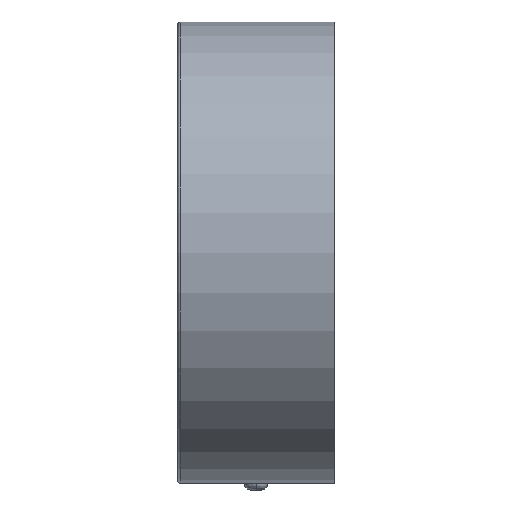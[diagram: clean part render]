
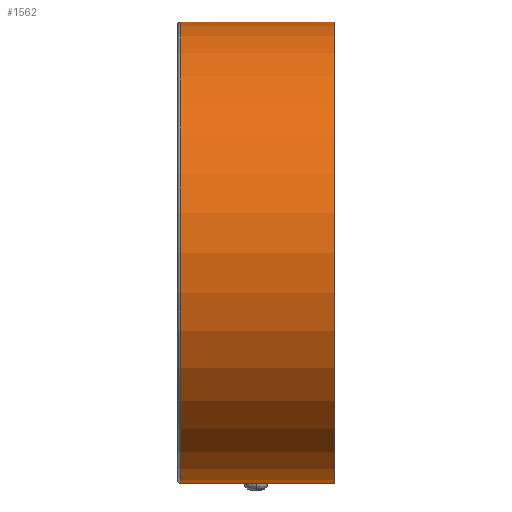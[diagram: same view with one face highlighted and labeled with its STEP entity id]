
A CAD part, left-side view. The second image highlights one B-rep face of the part: STEP entity #1562.
In plain terms, the highlighted cylindrical face has radius 23.5 mm (diameter 47 mm), a partial arc.
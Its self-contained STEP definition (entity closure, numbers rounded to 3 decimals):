
#35=CARTESIAN_POINT('',(0.,0.,0.));
#36=DIRECTION('',(0.,1.,0.));
#37=DIRECTION('',(0.,0.,-1.));
#38=AXIS2_PLACEMENT_3D('',#35,#36,#37);
#449=DIRECTION('',(0.,1.,0.));
#450=VECTOR('',#449,15.7);
#451=CARTESIAN_POINT('',(0.,0.,23.5));
#452=LINE('',#451,#450);
#453=CARTESIAN_POINT('',(0.,15.7,0.));
#454=DIRECTION('',(0.,1.,0.));
#455=DIRECTION('',(0.,0.,-1.));
#456=AXIS2_PLACEMENT_3D('',#453,#454,#455);
#458=DIRECTION('',(0.,1.,0.));
#459=VECTOR('',#458,15.7);
#460=CARTESIAN_POINT('',(0.,0.,-23.5));
#461=LINE('',#460,#459);
#706=CARTESIAN_POINT('',(0.,0.,-23.5));
#707=CARTESIAN_POINT('',(0.,0.,23.5));
#708=VERTEX_POINT('',#706);
#709=VERTEX_POINT('',#707);
#820=CARTESIAN_POINT('',(0.,15.7,-23.5));
#821=VERTEX_POINT('',#820);
#824=CARTESIAN_POINT('',(0.,15.7,23.5));
#825=VERTEX_POINT('',#824);
#1550=CARTESIAN_POINT('',(0.,0.,0.));
#1551=DIRECTION('',(0.,1.,0.));
#1552=DIRECTION('',(1.,0.,0.));
#1553=AXIS2_PLACEMENT_3D('',#1550,#1551,#1552);
#1554=CYLINDRICAL_SURFACE('',#1553,23.5);
#1555=ORIENTED_EDGE('',*,*,#1314,.T.);
#1556=ORIENTED_EDGE('',*,*,#1545,.F.);
#1557=ORIENTED_EDGE('',*,*,#895,.F.);
#1559=ORIENTED_EDGE('',*,*,#1558,.T.);
#1560=EDGE_LOOP('',(#1555,#1556,#1557,#1559));
#1561=FACE_OUTER_BOUND('',#1560,.F.);
#39=CIRCLE('',#38,23.5);
#457=CIRCLE('',#456,23.5);
#895=EDGE_CURVE('',#708,#709,#39,.T.);
#1314=EDGE_CURVE('',#821,#825,#457,.T.);
#1545=EDGE_CURVE('',#709,#825,#452,.T.);
#1558=EDGE_CURVE('',#708,#821,#461,.T.);
#1562=ADVANCED_FACE('',(#1561),#1554,.T.);
